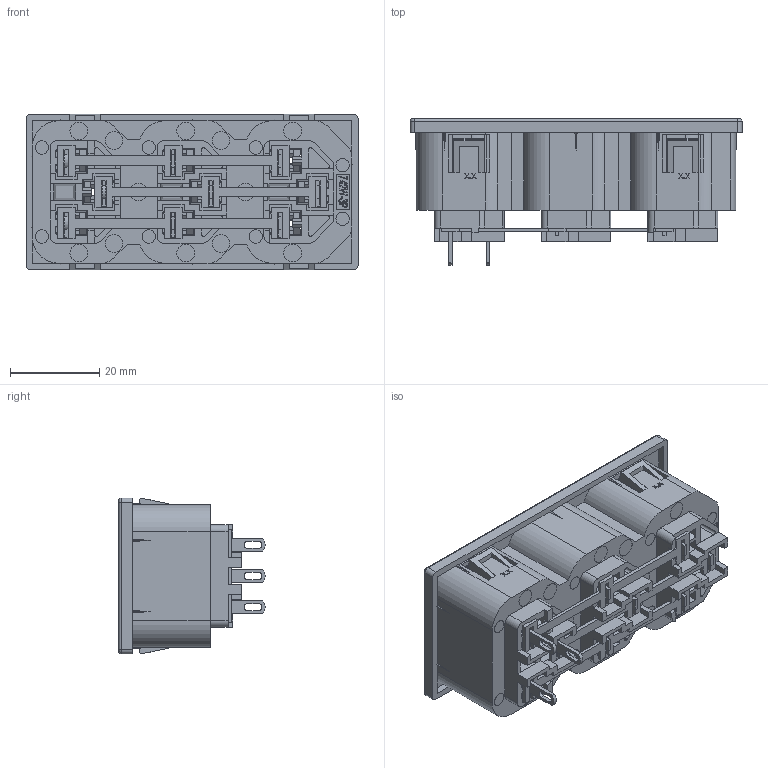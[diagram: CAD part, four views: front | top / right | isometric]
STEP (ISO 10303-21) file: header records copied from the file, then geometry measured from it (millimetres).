
FILE_DESCRIPTION (( 'STEP AP214' ), '1' );
FILE_NAME ('742W-3P.STEP', '2017-05-16T06:34:37', ( '' ), ( '' ), 'SwSTEP 2.0', 'SolidWorks 2016', '' );
FILE_SCHEMA (( 'AUTOMOTIVE_DESIGN' ));
Length unit declared in the file: millimetre
Products named in the file (5): 742W-002F-3P; 742W-001C; 742W-001D; 742W3PR-X.XN; 742W-3P
Assembly tree (13 placements, depth 2):
  742W-3P
    742W3PR-X.XN
    742W-001D  x3
    742W-001C  x6
    742W-002F-3P  x3
Bounding box: 74.5 x 32.79 x 35 mm (x, y, z)
Volume: 25135 mm3; surface area: 34214.7 mm2
Topology: 13 solids, 13 shells, 1879 faces, 5262 edges, 3430 vertices
Faces by surface type: plane 1327, cylinder 416, bspline 96, torus 40
Entity records: 43183 total; most frequent: CARTESIAN_POINT 11015, ORIENTED_EDGE 6994, DIRECTION 6135, EDGE_CURVE 3497, LINE 2707, VECTOR 2707, VERTEX_POINT 2298, AXIS2_PLACEMENT_3D 1714
